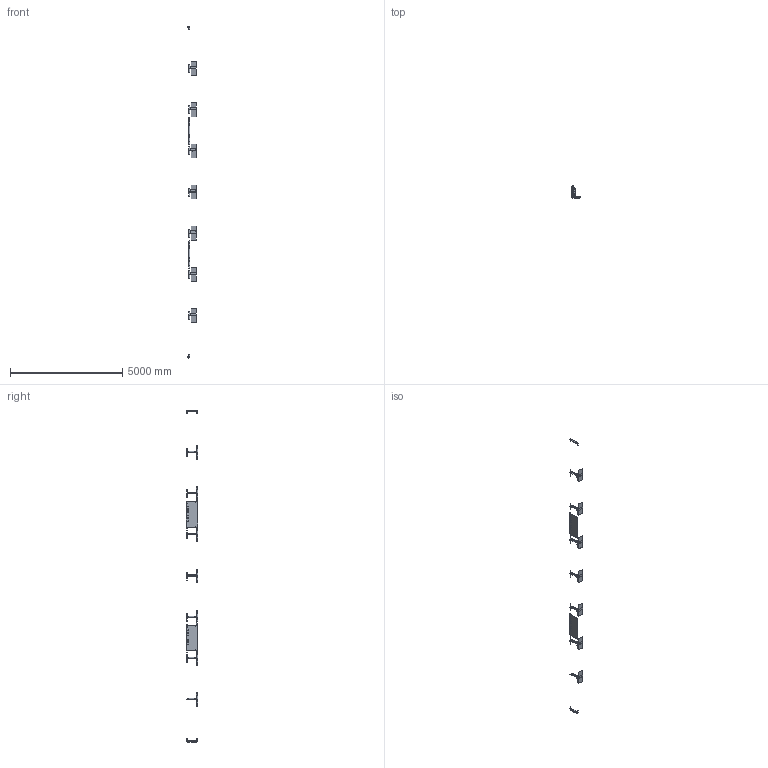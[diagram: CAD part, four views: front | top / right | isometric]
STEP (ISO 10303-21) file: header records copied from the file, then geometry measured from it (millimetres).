
FILE_DESCRIPTION(/* description */ (''),/* implementation_level */ '2;1');
FILE_NAME(/* name */ 'FE-00040-02_ASM_5_ASM.stp',/* time_stamp */ '2017-01-08T11:53:39-05:00',/* author */ ('jeff1'),/* organization */ (''),/* preprocessor_version */ 'ST-DEVELOPER v16.5',/* originating_system */ 'Autodesk Inventor 2017',/* authorisation */ '');
FILE_SCHEMA (('AUTOMOTIVE_DESIGN { 1 0 10303 214 3 1 1 }'));
Length unit declared in the file: inch
Products named in the file (25): FE-00040-02_ASM_5_ASM; FE-00024_ASM_5_ASM; FE-00029_ASM_6_ASM; FE-00027_1; FE-00028_1; FE-00031_2; FE-00022_ASM_2_ASM; FE-00050_5; FE-00023_ASM_3_ASM; FE-00018_ASM_1_ASM; FE-00018-03_1; FE-00018-02_1; FE-00018-01_1; FE-00018-04_1; FE-00026_1; FE-00015_2; FE-00047_ASM_1_ASM; FE-00044_1; FE-00046_1; FE-00045_1; HW-00047-01_1; HW-00047-02_ASM_1_ASM; NYLOC_NUT_ASM_1_ASM; NYLOC_NUT_1_1; NYLOC_NUT_2_1
Assembly tree (64 placements, depth 5):
  FE-00040-02_ASM_5_ASM
    FE-00024_ASM_5_ASM
      FE-00018_ASM_1_ASM
        FE-00018-03_1
        FE-00018-02_1  x2
        FE-00018-01_1
        FE-00018-04_1
    FE-00050_5  x7
    FE-00022_ASM_2_ASM  x4
      FE-00026_1
    FE-00029_ASM_6_ASM  x2
      FE-00026_1
      FE-00027_1
      FE-00028_1
      FE-00031_2
    FE-00023_ASM_3_ASM
      FE-00018_ASM_1_ASM
        FE-00018-03_1
        FE-00018-02_1  x2
        FE-00018-01_1
        FE-00018-04_1
      FE-00026_1
    FE-00015_2  x7
    FE-00047_ASM_1_ASM  x2
      FE-00044_1
      FE-00046_1
      FE-00045_1
      HW-00047-01_1
      HW-00047-02_ASM_1_ASM
        NYLOC_NUT_ASM_1_ASM
          NYLOC_NUT_1_1
          NYLOC_NUT_2_1
Bounding box: 362.64 x 520.27 x 14778.14 mm (x, y, z)
Volume: 17204087.5 mm3; surface area: 7803489 mm2
Topology: 103 solids, 131 shells, 2563 faces, 6736 edges, 4339 vertices
Faces by surface type: cylinder 963, plane 952, cone 560, torus 56, bspline 32
Full cylindrical faces by diameter (mm): 4.851 x68, 5.105 x24, 5.22 x16, 5.387 x64, 5.41 x2, 6.35 x248, 6.604 x63, 6.731 x16, 6.843 x16, 12.7 x4, 26.645 x19, 33.401 x19, 33.909 x7, 35.052 x4, 42.164 x4
Entity records: 17135 total; most frequent: CARTESIAN_POINT 8747, DIRECTION 1677, ORIENTED_EDGE 1396, EDGE_CURVE 715, AXIS2_PLACEMENT_3D 675, VERTEX_POINT 519, EDGE_LOOP 502, LINE 327
